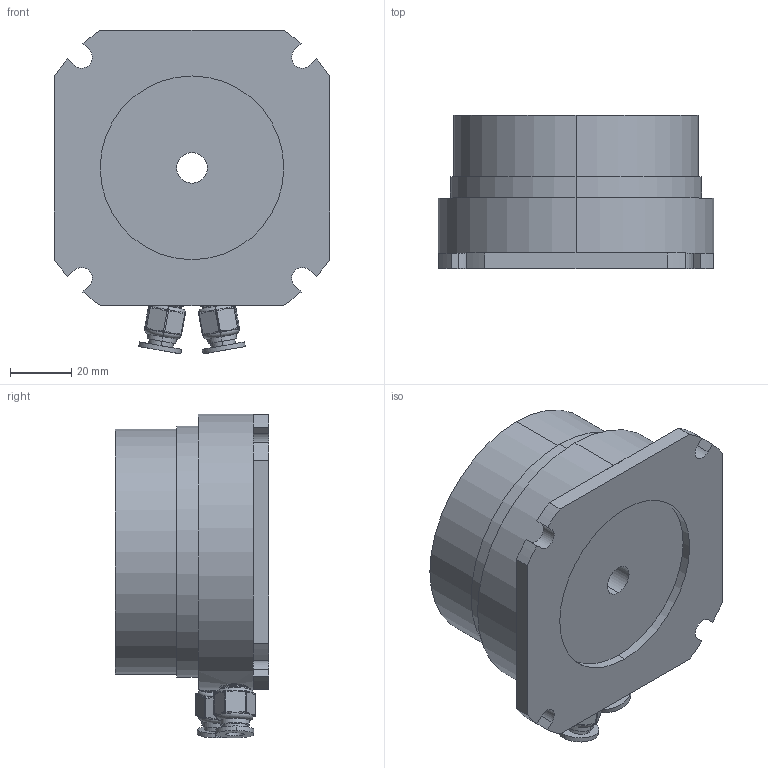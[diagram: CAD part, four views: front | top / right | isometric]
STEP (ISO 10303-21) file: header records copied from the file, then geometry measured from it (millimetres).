
FILE_DESCRIPTION (( 'STEP AP214' ), '1' );
FILE_NAME ('GXD-10.STEP', '2023-09-05T06:06:37', ( '' ), ( '' ), 'SwSTEP 2.0', 'SolidWorks 2023', '' );
FILE_SCHEMA (( 'AUTOMOTIVE_DESIGN' ));
Length unit declared in the file: millimetre
Products named in the file (3): M10 气嘴; GXD-10 本体; GXD-10
Assembly tree (3 placements, depth 2):
  GXD-10
    GXD-10 本体
    M10 气嘴  x2
Bounding box: 90 x 50 x 105.8 mm (x, y, z)
Volume: 264970.9 mm3; surface area: 38507.6 mm2
Topology: 3 solids, 3 shells, 445 faces, 1130 edges, 618 vertices
Faces by surface type: cylinder 184, plane 121, bspline 64, cone 40, sphere 28, torus 8
Entity records: 15305 total; most frequent: CARTESIAN_POINT 5992, DIRECTION 1562, ORIENTED_EDGE 1476, EDGE_CURVE 738, AXIS2_PLACEMENT_3D 605, VERTEX_POINT 454, VECTOR 352, LINE 352
